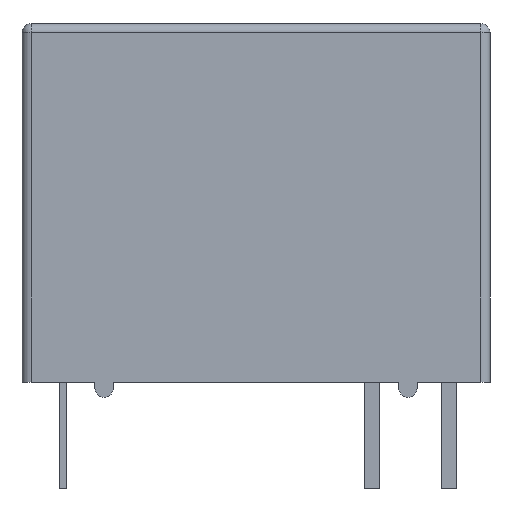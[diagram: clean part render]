
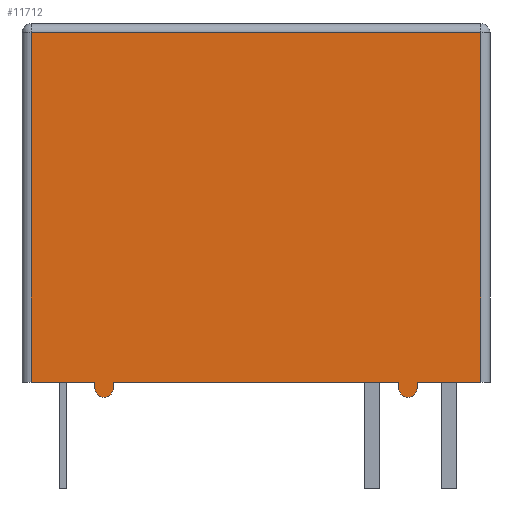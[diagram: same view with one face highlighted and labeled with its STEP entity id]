
A CAD part, front view. The second image highlights one B-rep face of the part: STEP entity #11712.
In plain terms, the highlighted planar face has unit normal (0, -1, 0).
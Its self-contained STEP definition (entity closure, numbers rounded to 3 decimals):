
#667 = CARTESIAN_POINT ( 'NONE',  ( -22.2, -15.45, 11.5 ) ) ;
#856 = ORIENTED_EDGE ( 'NONE', *, *, #13594, .T. ) ;
#925 = ORIENTED_EDGE ( 'NONE', *, *, #5335, .T. ) ;
#933 = EDGE_CURVE ( 'NONE', #6149, #13234, #9160, .T. ) ;
#960 = LINE ( 'NONE', #13285, #15383 ) ;
#1421 = LINE ( 'NONE', #12747, #8623 ) ;
#1430 = VERTEX_POINT ( 'NONE', #5070 ) ;
#1760 = CARTESIAN_POINT ( 'NONE',  ( -7.4, -15.45, 0. ) ) ;
#2039 = PLANE ( 'NONE',  #11278 ) ;
#2093 = LINE ( 'NONE', #10552, #12598 ) ;
#2317 = CARTESIAN_POINT ( 'NONE',  ( -9.8, -15.45, -0.2 ) ) ;
#2437 = DIRECTION ( 'NONE',  ( 0., 0., 1. ) ) ;
#2525 = ORIENTED_EDGE ( 'NONE', *, *, #9372, .T. ) ;
#2570 = AXIS2_PLACEMENT_3D ( 'NONE', #4587, #10246, #7347 ) ;
#2708 = VERTEX_POINT ( 'NONE', #12972 ) ;
#2792 = ORIENTED_EDGE ( 'NONE', *, *, #933, .F. ) ;
#2803 = CARTESIAN_POINT ( 'NONE',  ( -9.5, -15.45, -0.2 ) ) ;
#2991 = CARTESIAN_POINT ( 'NONE',  ( -10.1, -15.45, -0.2 ) ) ;
#3621 = CARTESIAN_POINT ( 'NONE',  ( -9.5, -15.45, 0. ) ) ;
#3745 = CARTESIAN_POINT ( 'NONE',  ( -22.2, -15.45, 0. ) ) ;
#3919 = LINE ( 'NONE', #3745, #16457 ) ;
#4250 = CARTESIAN_POINT ( 'NONE',  ( -19.5, -15.45, -0.5 ) ) ;
#4333 = DIRECTION ( 'NONE',  ( -1., 0., 0. ) ) ;
#4587 = CARTESIAN_POINT ( 'NONE',  ( -9.8, -15.45, -0.2 ) ) ;
#4762 = VECTOR ( 'NONE', #2437, 1000. ) ;
#5070 = CARTESIAN_POINT ( 'NONE',  ( -19.5, -15.45, 0. ) ) ;
#5146 = CIRCLE ( 'NONE', #2570, 0.3 ) ;
#5299 = VECTOR ( 'NONE', #7886, 1000. ) ;
#5335 = EDGE_CURVE ( 'NONE', #14175, #14523, #960, .T. ) ;
#5487 = VERTEX_POINT ( 'NONE', #667 ) ;
#5589 = CARTESIAN_POINT ( 'NONE',  ( -19.8, -15.45, -0.2 ) ) ;
#5684 = DIRECTION ( 'NONE',  ( 0., 0., 1. ) ) ;
#5763 = CIRCLE ( 'NONE', #15815, 0.3 ) ;
#5968 = EDGE_CURVE ( 'NONE', #11012, #14523, #14535, .T. ) ;
#6149 = VERTEX_POINT ( 'NONE', #13724 ) ;
#6264 = DIRECTION ( 'NONE',  ( 0., 0., -1. ) ) ;
#6273 = VERTEX_POINT ( 'NONE', #14323 ) ;
#6361 = LINE ( 'NONE', #17337, #11796 ) ;
#7071 = DIRECTION ( 'NONE',  ( 0., 0., 1. ) ) ;
#7158 = CIRCLE ( 'NONE', #12356, 0.3 ) ;
#7208 = VERTEX_POINT ( 'NONE', #16063 ) ;
#7347 = DIRECTION ( 'NONE',  ( -1., 0., 0. ) ) ;
#7370 = DIRECTION ( 'NONE',  ( 0., 0., -1. ) ) ;
#7375 = VERTEX_POINT ( 'NONE', #15406 ) ;
#7409 = ORIENTED_EDGE ( 'NONE', *, *, #17398, .T. ) ;
#7886 = DIRECTION ( 'NONE',  ( 0., 0., 1. ) ) ;
#7970 = CARTESIAN_POINT ( 'NONE',  ( -10.1, -15.45, -0.5 ) ) ;
#8181 = CARTESIAN_POINT ( 'NONE',  ( -20.1, -15.45, 0. ) ) ;
#8623 = VECTOR ( 'NONE', #7071, 1000. ) ;
#8755 = ORIENTED_EDGE ( 'NONE', *, *, #12676, .F. ) ;
#9160 = LINE ( 'NONE', #16106, #4762 ) ;
#9212 = CARTESIAN_POINT ( 'NONE',  ( -22.2, -15.45, 11.8 ) ) ;
#9284 = ORIENTED_EDGE ( 'NONE', *, *, #17089, .T. ) ;
#9347 = ORIENTED_EDGE ( 'NONE', *, *, #14557, .T. ) ;
#9372 = EDGE_CURVE ( 'NONE', #6149, #6273, #12074, .T. ) ;
#9455 = EDGE_CURVE ( 'NONE', #14973, #7208, #5763, .T. ) ;
#10043 = DIRECTION ( 'NONE',  ( 0., -1., 0. ) ) ;
#10133 = CARTESIAN_POINT ( 'NONE',  ( -19.8, -15.45, -0.2 ) ) ;
#10246 = DIRECTION ( 'NONE',  ( 0., -1., 0. ) ) ;
#10413 = DIRECTION ( 'NONE',  ( 0., -1., 0. ) ) ;
#10552 = CARTESIAN_POINT ( 'NONE',  ( -22.2, -15.45, 11.8 ) ) ;
#10614 = ORIENTED_EDGE ( 'NONE', *, *, #14879, .T. ) ;
#10633 = CARTESIAN_POINT ( 'NONE',  ( -22.2, -15.45, 0. ) ) ;
#10636 = CARTESIAN_POINT ( 'NONE',  ( -7.4, -15.45, 11.5 ) ) ;
#10989 = LINE ( 'NONE', #4250, #17652 ) ;
#11012 = VERTEX_POINT ( 'NONE', #10636 ) ;
#11070 = DIRECTION ( 'NONE',  ( 0., -1., 0. ) ) ;
#11278 = AXIS2_PLACEMENT_3D ( 'NONE', #9212, #13284, #13106 ) ;
#11712 = ADVANCED_FACE ( 'NONE', ( #12830 ), #2039, .F. ) ;
#11796 = VECTOR ( 'NONE', #11839, 1000. ) ;
#11834 = DIRECTION ( 'NONE',  ( 1., 0., 0. ) ) ;
#11839 = DIRECTION ( 'NONE',  ( -1., 0., 0. ) ) ;
#12074 = CIRCLE ( 'NONE', #16685, 0.3 ) ;
#12149 = ORIENTED_EDGE ( 'NONE', *, *, #16440, .T. ) ;
#12188 = DIRECTION ( 'NONE',  ( 1., 0., 0. ) ) ;
#12356 = AXIS2_PLACEMENT_3D ( 'NONE', #5589, #11070, #4333 ) ;
#12521 = VERTEX_POINT ( 'NONE', #2803 ) ;
#12598 = VECTOR ( 'NONE', #7370, 1000. ) ;
#12676 = EDGE_CURVE ( 'NONE', #14973, #2708, #17536, .T. ) ;
#12747 = CARTESIAN_POINT ( 'NONE',  ( -9.5, -15.45, -0.5 ) ) ;
#12830 = FACE_OUTER_BOUND ( 'NONE', #13226, .T. ) ;
#12972 = CARTESIAN_POINT ( 'NONE',  ( -10.1, -15.45, 0. ) ) ;
#13106 = DIRECTION ( 'NONE',  ( -1., 0., 0. ) ) ;
#13226 = EDGE_LOOP ( 'NONE', ( #16982, #12149, #856, #925, #16637, #14496, #9284, #9347, #2792, #2525, #7409, #10614, #14690, #8755 ) ) ;
#13234 = VERTEX_POINT ( 'NONE', #8181 ) ;
#13284 = DIRECTION ( 'NONE',  ( 0., 1., 0. ) ) ;
#13285 = CARTESIAN_POINT ( 'NONE',  ( -22.2, -15.45, 0. ) ) ;
#13489 = VERTEX_POINT ( 'NONE', #13661 ) ;
#13594 = EDGE_CURVE ( 'NONE', #12521, #14175, #1421, .T. ) ;
#13661 = CARTESIAN_POINT ( 'NONE',  ( -19.5, -15.45, -0.2 ) ) ;
#13686 = EDGE_CURVE ( 'NONE', #11012, #5487, #6361, .T. ) ;
#13724 = CARTESIAN_POINT ( 'NONE',  ( -20.1, -15.45, -0.2 ) ) ;
#14175 = VERTEX_POINT ( 'NONE', #3621 ) ;
#14197 = EDGE_CURVE ( 'NONE', #1430, #2708, #16037, .T. ) ;
#14323 = CARTESIAN_POINT ( 'NONE',  ( -19.8, -15.45, -0.5 ) ) ;
#14496 = ORIENTED_EDGE ( 'NONE', *, *, #13686, .T. ) ;
#14523 = VERTEX_POINT ( 'NONE', #1760 ) ;
#14535 = LINE ( 'NONE', #17332, #15817 ) ;
#14557 = EDGE_CURVE ( 'NONE', #7375, #13234, #3919, .T. ) ;
#14630 = DIRECTION ( 'NONE',  ( -1., 0., 0. ) ) ;
#14690 = ORIENTED_EDGE ( 'NONE', *, *, #14197, .T. ) ;
#14879 = EDGE_CURVE ( 'NONE', #13489, #1430, #10989, .T. ) ;
#14973 = VERTEX_POINT ( 'NONE', #2991 ) ;
#15383 = VECTOR ( 'NONE', #11834, 1000. ) ;
#15406 = CARTESIAN_POINT ( 'NONE',  ( -22.2, -15.45, 0. ) ) ;
#15535 = DIRECTION ( 'NONE',  ( -1., 0., 0. ) ) ;
#15558 = VECTOR ( 'NONE', #16126, 1000. ) ;
#15815 = AXIS2_PLACEMENT_3D ( 'NONE', #2317, #10413, #14630 ) ;
#15817 = VECTOR ( 'NONE', #6264, 1000. ) ;
#16037 = LINE ( 'NONE', #10633, #15558 ) ;
#16063 = CARTESIAN_POINT ( 'NONE',  ( -9.8, -15.45, -0.5 ) ) ;
#16106 = CARTESIAN_POINT ( 'NONE',  ( -20.1, -15.45, -0.5 ) ) ;
#16126 = DIRECTION ( 'NONE',  ( 1., 0., 0. ) ) ;
#16440 = EDGE_CURVE ( 'NONE', #7208, #12521, #5146, .T. ) ;
#16457 = VECTOR ( 'NONE', #12188, 1000. ) ;
#16637 = ORIENTED_EDGE ( 'NONE', *, *, #5968, .F. ) ;
#16685 = AXIS2_PLACEMENT_3D ( 'NONE', #10133, #10043, #15535 ) ;
#16982 = ORIENTED_EDGE ( 'NONE', *, *, #9455, .T. ) ;
#17089 = EDGE_CURVE ( 'NONE', #5487, #7375, #2093, .T. ) ;
#17332 = CARTESIAN_POINT ( 'NONE',  ( -7.4, -15.45, 11.8 ) ) ;
#17337 = CARTESIAN_POINT ( 'NONE',  ( -22.2, -15.45, 11.5 ) ) ;
#17398 = EDGE_CURVE ( 'NONE', #6273, #13489, #7158, .T. ) ;
#17536 = LINE ( 'NONE', #7970, #5299 ) ;
#17652 = VECTOR ( 'NONE', #5684, 1000. ) ;
